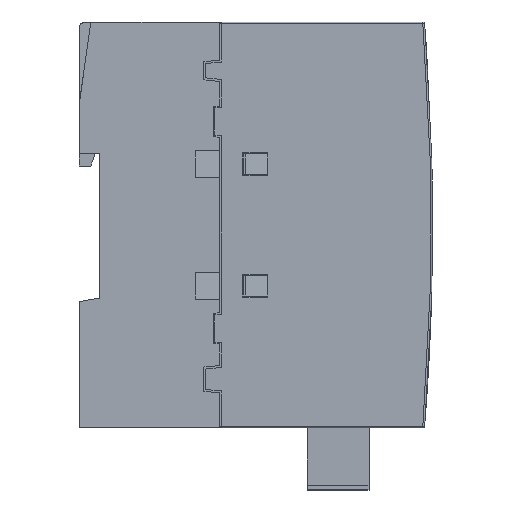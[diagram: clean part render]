
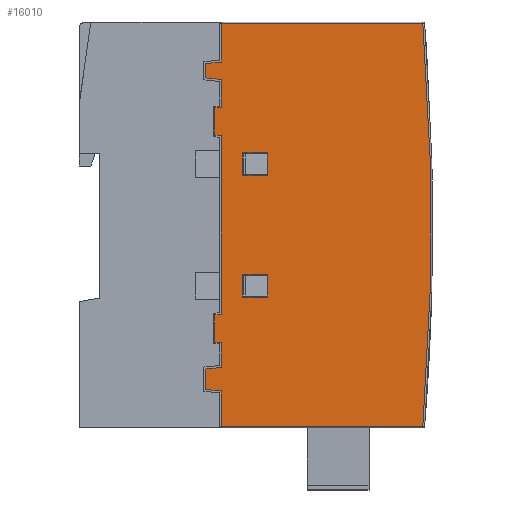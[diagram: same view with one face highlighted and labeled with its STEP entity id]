
A CAD part, left-side view. The second image highlights one B-rep face of the part: STEP entity #16010.
In plain terms, the highlighted planar face has unit normal (-1, 0, 0).
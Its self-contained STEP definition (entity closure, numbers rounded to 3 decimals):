
#16010=ADVANCED_FACE('NONE',(#19523,#19524,#19525),#17808,.F.);
#17808=PLANE('',#52654);
#19170=CIRCLE('',#52653,614.6);
#19523=FACE_BOUND('',#20102,.T.);
#19524=FACE_BOUND('',#20103,.T.);
#19525=FACE_BOUND('',#20104,.T.);
#20102=EDGE_LOOP('',(#23809,#23810,#23811,#23812,#23813,#23814,#23815,#23816,
#23817,#23818,#23819,#23820,#23821,#23822,#23823,#23824,#23825,#23826,#23827,
#23828));
#20103=EDGE_LOOP('',(#23829,#23830,#23831,#23832));
#20104=EDGE_LOOP('',(#23833,#23834,#23835,#23836));
#23809=ORIENTED_EDGE('',*,*,#39066,.T.);
#23810=ORIENTED_EDGE('',*,*,#39067,.T.);
#23811=ORIENTED_EDGE('',*,*,#39068,.T.);
#23812=ORIENTED_EDGE('',*,*,#39069,.T.);
#23813=ORIENTED_EDGE('',*,*,#39070,.T.);
#23814=ORIENTED_EDGE('',*,*,#39071,.T.);
#23815=ORIENTED_EDGE('',*,*,#39072,.T.);
#23816=ORIENTED_EDGE('',*,*,#39073,.T.);
#23817=ORIENTED_EDGE('',*,*,#39074,.T.);
#23818=ORIENTED_EDGE('',*,*,#39075,.T.);
#23819=ORIENTED_EDGE('',*,*,#39076,.T.);
#23820=ORIENTED_EDGE('',*,*,#39077,.T.);
#23821=ORIENTED_EDGE('',*,*,#39078,.T.);
#23822=ORIENTED_EDGE('',*,*,#39079,.T.);
#23823=ORIENTED_EDGE('',*,*,#39080,.T.);
#23824=ORIENTED_EDGE('',*,*,#39081,.T.);
#23825=ORIENTED_EDGE('',*,*,#39082,.T.);
#23826=ORIENTED_EDGE('',*,*,#39083,.T.);
#23827=ORIENTED_EDGE('',*,*,#39084,.T.);
#23828=ORIENTED_EDGE('',*,*,#39085,.T.);
#23829=ORIENTED_EDGE('',*,*,#39086,.T.);
#23830=ORIENTED_EDGE('',*,*,#38542,.T.);
#23831=ORIENTED_EDGE('',*,*,#39087,.T.);
#23832=ORIENTED_EDGE('',*,*,#39088,.T.);
#23833=ORIENTED_EDGE('',*,*,#39089,.T.);
#23834=ORIENTED_EDGE('',*,*,#38558,.T.);
#23835=ORIENTED_EDGE('',*,*,#39090,.T.);
#23836=ORIENTED_EDGE('',*,*,#39091,.T.);
#33556=VERTEX_POINT('',#65118);
#33557=VERTEX_POINT('',#65120);
#33570=VERTEX_POINT('',#65150);
#33571=VERTEX_POINT('',#65152);
#33955=VERTEX_POINT('',#66093);
#33956=VERTEX_POINT('',#66094);
#33957=VERTEX_POINT('',#66096);
#33958=VERTEX_POINT('',#66098);
#33959=VERTEX_POINT('',#66100);
#33960=VERTEX_POINT('',#66102);
#33961=VERTEX_POINT('',#66104);
#33962=VERTEX_POINT('',#66106);
#33963=VERTEX_POINT('',#66108);
#33964=VERTEX_POINT('',#66110);
#33965=VERTEX_POINT('',#66112);
#33966=VERTEX_POINT('',#66114);
#33967=VERTEX_POINT('',#66116);
#33968=VERTEX_POINT('',#66118);
#33969=VERTEX_POINT('',#66120);
#33970=VERTEX_POINT('',#66122);
#33971=VERTEX_POINT('',#66124);
#33972=VERTEX_POINT('',#66126);
#33973=VERTEX_POINT('',#66128);
#33974=VERTEX_POINT('',#66130);
#33975=VERTEX_POINT('',#66133);
#33976=VERTEX_POINT('',#66135);
#33977=VERTEX_POINT('',#66138);
#33978=VERTEX_POINT('',#66140);
#38542=EDGE_CURVE('NONE',#33557,#33556,#44860,.T.);
#38558=EDGE_CURVE('NONE',#33571,#33570,#44876,.T.);
#39066=EDGE_CURVE('NONE',#33955,#33956,#45360,.T.);
#39067=EDGE_CURVE('NONE',#33956,#33957,#45361,.T.);
#39068=EDGE_CURVE('NONE',#33957,#33958,#19170,.T.);
#39069=EDGE_CURVE('NONE',#33958,#33959,#45362,.T.);
#39070=EDGE_CURVE('NONE',#33959,#33960,#45363,.T.);
#39071=EDGE_CURVE('NONE',#33960,#33961,#45364,.T.);
#39072=EDGE_CURVE('NONE',#33961,#33962,#45365,.T.);
#39073=EDGE_CURVE('NONE',#33962,#33963,#45366,.T.);
#39074=EDGE_CURVE('NONE',#33963,#33964,#45367,.T.);
#39075=EDGE_CURVE('NONE',#33964,#33965,#45368,.T.);
#39076=EDGE_CURVE('NONE',#33965,#33966,#45369,.T.);
#39077=EDGE_CURVE('NONE',#33966,#33967,#45370,.T.);
#39078=EDGE_CURVE('NONE',#33967,#33968,#45371,.T.);
#39079=EDGE_CURVE('NONE',#33968,#33969,#45372,.T.);
#39080=EDGE_CURVE('NONE',#33969,#33970,#45373,.T.);
#39081=EDGE_CURVE('NONE',#33970,#33971,#45374,.T.);
#39082=EDGE_CURVE('NONE',#33971,#33972,#45375,.T.);
#39083=EDGE_CURVE('NONE',#33972,#33973,#45376,.T.);
#39084=EDGE_CURVE('NONE',#33973,#33974,#45377,.T.);
#39085=EDGE_CURVE('NONE',#33974,#33955,#45378,.T.);
#39086=EDGE_CURVE('NONE',#33975,#33557,#45379,.T.);
#39087=EDGE_CURVE('NONE',#33556,#33976,#45380,.T.);
#39088=EDGE_CURVE('NONE',#33976,#33975,#45381,.T.);
#39089=EDGE_CURVE('NONE',#33977,#33571,#45382,.T.);
#39090=EDGE_CURVE('NONE',#33570,#33978,#45383,.T.);
#39091=EDGE_CURVE('NONE',#33978,#33977,#45384,.T.);
#44860=LINE('',#65119,#49169);
#44876=LINE('',#65151,#49185);
#45360=LINE('',#66092,#49669);
#45361=LINE('',#66095,#49670);
#45362=LINE('',#66099,#49671);
#45363=LINE('',#66101,#49672);
#45364=LINE('',#66103,#49673);
#45365=LINE('',#66105,#49674);
#45366=LINE('',#66107,#49675);
#45367=LINE('',#66109,#49676);
#45368=LINE('',#66111,#49677);
#45369=LINE('',#66113,#49678);
#45370=LINE('',#66115,#49679);
#45371=LINE('',#66117,#49680);
#45372=LINE('',#66119,#49681);
#45373=LINE('',#66121,#49682);
#45374=LINE('',#66123,#49683);
#45375=LINE('',#66125,#49684);
#45376=LINE('',#66127,#49685);
#45377=LINE('',#66129,#49686);
#45378=LINE('',#66131,#49687);
#45379=LINE('',#66132,#49688);
#45380=LINE('',#66134,#49689);
#45381=LINE('',#66136,#49690);
#45382=LINE('',#66137,#49691);
#45383=LINE('',#66139,#49692);
#45384=LINE('',#66141,#49693);
#49169=VECTOR('',#55997,1.);
#49185=VECTOR('',#56017,1.);
#49669=VECTOR('',#56615,1.);
#49670=VECTOR('',#56616,1.);
#49671=VECTOR('',#56619,1.);
#49672=VECTOR('',#56620,1.);
#49673=VECTOR('',#56621,1.);
#49674=VECTOR('',#56622,1.);
#49675=VECTOR('',#56623,1.);
#49676=VECTOR('',#56624,1.);
#49677=VECTOR('',#56625,1.);
#49678=VECTOR('',#56626,1.);
#49679=VECTOR('',#56627,1.);
#49680=VECTOR('',#56628,1.);
#49681=VECTOR('',#56629,1.);
#49682=VECTOR('',#56630,1.);
#49683=VECTOR('',#56631,1.);
#49684=VECTOR('',#56632,1.);
#49685=VECTOR('',#56633,1.);
#49686=VECTOR('',#56634,1.);
#49687=VECTOR('',#56635,1.);
#49688=VECTOR('',#56636,1.);
#49689=VECTOR('',#56637,1.);
#49690=VECTOR('',#56638,1.);
#49691=VECTOR('',#56639,1.);
#49692=VECTOR('',#56640,1.);
#49693=VECTOR('',#56641,1.);
#52653=AXIS2_PLACEMENT_3D('',#66097,#56617,#56618);
#52654=AXIS2_PLACEMENT_3D('',#66142,#56642,#56643);
#55997=DIRECTION('',(0.,-1.,0.));
#56017=DIRECTION('',(0.,-1.,0.));
#56615=DIRECTION('',(0.,-1.,0.));
#56616=DIRECTION('',(0.,0.,1.));
#56617=DIRECTION('',(-1.,0.,0.));
#56618=DIRECTION('',(0.,0.,-1.));
#56619=DIRECTION('',(0.,0.,-1.));
#56620=DIRECTION('',(0.,-1.,0.));
#56621=DIRECTION('',(0.,-0.101,-0.995));
#56622=DIRECTION('',(0.,-1.,0.));
#56623=DIRECTION('',(0.,-0.101,0.995));
#56624=DIRECTION('',(0.,-1.,0.));
#56625=DIRECTION('',(0.,-0.017,-1.));
#56626=DIRECTION('',(0.,-1.,0.));
#56627=DIRECTION('',(0.,-0.087,0.996));
#56628=DIRECTION('',(0.,-1.,0.));
#56629=DIRECTION('',(0.,-0.087,-0.996));
#56630=DIRECTION('',(0.,-1.,0.));
#56631=DIRECTION('',(0.,-0.017,1.));
#56632=DIRECTION('',(0.,-1.,0.));
#56633=DIRECTION('',(0.,-0.101,-0.995));
#56634=DIRECTION('',(0.,-1.,0.));
#56635=DIRECTION('',(0.,-0.101,0.995));
#56636=DIRECTION('',(0.,0.,1.));
#56637=DIRECTION('',(0.,0.,-1.));
#56638=DIRECTION('',(0.,1.,0.));
#56639=DIRECTION('',(0.,0.,1.));
#56640=DIRECTION('',(0.,0.,-1.));
#56641=DIRECTION('',(0.,1.,0.));
#56642=DIRECTION('',(1.,0.,0.));
#56643=DIRECTION('',(0.,1.,0.));
#65118=CARTESIAN_POINT('',(-22.5,-17.75,11.3));
#65119=CARTESIAN_POINT('',(-22.5,-49.6,11.3));
#65120=CARTESIAN_POINT('',(-22.5,-12.25,11.3));
#65150=CARTESIAN_POINT('',(-22.5,12.25,11.3));
#65151=CARTESIAN_POINT('',(-22.5,-49.6,11.3));
#65152=CARTESIAN_POINT('',(-22.5,17.75,11.3));
#66092=CARTESIAN_POINT('',(-22.5,-49.6,0.));
#66093=CARTESIAN_POINT('',(-22.5,-40.903,0.));
#66094=CARTESIAN_POINT('',(-22.5,-49.6,0.));
#66095=CARTESIAN_POINT('',(-22.5,-49.6,50.));
#66096=CARTESIAN_POINT('',(-22.5,-49.6,49.631));
#66097=CARTESIAN_POINT('',(-22.5,0.,-562.964));
#66098=CARTESIAN_POINT('',(-22.5,49.6,49.631));
#66099=CARTESIAN_POINT('',(-22.5,49.6,0.));
#66100=CARTESIAN_POINT('',(-22.5,49.6,0.));
#66101=CARTESIAN_POINT('',(-22.5,-49.6,0.));
#66102=CARTESIAN_POINT('',(-22.5,40.153,0.));
#66103=CARTESIAN_POINT('',(-22.5,35.786,-43.226));
#66104=CARTESIAN_POINT('',(-22.5,39.759,-3.9));
#66105=CARTESIAN_POINT('',(-22.5,-49.6,-3.9));
#66106=CARTESIAN_POINT('',(-22.5,36.241,-3.9));
#66107=CARTESIAN_POINT('',(-22.5,38.444,-25.705));
#66108=CARTESIAN_POINT('',(-22.5,35.847,0.));
#66109=CARTESIAN_POINT('',(-22.5,-49.6,0.));
#66110=CARTESIAN_POINT('',(-22.5,29.,0.));
#66111=CARTESIAN_POINT('',(-22.5,28.372,-35.961));
#66112=CARTESIAN_POINT('',(-22.5,28.972,-1.6));
#66113=CARTESIAN_POINT('',(-22.5,-49.6,-1.6));
#66114=CARTESIAN_POINT('',(-22.5,22.14,-1.6));
#66115=CARTESIAN_POINT('',(-22.5,24.46,-28.121));
#66116=CARTESIAN_POINT('',(-22.5,22.,0.));
#66117=CARTESIAN_POINT('',(-22.5,-49.6,0.));
#66118=CARTESIAN_POINT('',(-22.5,-22.,0.));
#66119=CARTESIAN_POINT('',(-22.5,-25.214,-36.734));
#66120=CARTESIAN_POINT('',(-22.5,-22.14,-1.6));
#66121=CARTESIAN_POINT('',(-22.5,-49.6,-1.6));
#66122=CARTESIAN_POINT('',(-22.5,-28.972,-1.6));
#66123=CARTESIAN_POINT('',(-22.5,-28.403,-34.23));
#66124=CARTESIAN_POINT('',(-22.5,-29.,0.));
#66125=CARTESIAN_POINT('',(-22.5,-49.6,0.));
#66126=CARTESIAN_POINT('',(-22.5,-35.097,0.));
#66127=CARTESIAN_POINT('',(-22.5,-38.704,-35.701));
#66128=CARTESIAN_POINT('',(-22.5,-35.491,-3.9));
#66129=CARTESIAN_POINT('',(-22.5,-49.6,-3.9));
#66130=CARTESIAN_POINT('',(-22.5,-40.509,-3.9));
#66131=CARTESIAN_POINT('',(-22.5,-37.53,-33.381));
#66132=CARTESIAN_POINT('',(-22.5,-12.25,-34.6));
#66133=CARTESIAN_POINT('',(-22.5,-12.25,5.3));
#66134=CARTESIAN_POINT('',(-22.5,-17.75,-34.6));
#66135=CARTESIAN_POINT('',(-22.5,-17.75,5.3));
#66136=CARTESIAN_POINT('',(-22.5,-49.6,5.3));
#66137=CARTESIAN_POINT('',(-22.5,17.75,-34.6));
#66138=CARTESIAN_POINT('',(-22.5,17.75,5.3));
#66139=CARTESIAN_POINT('',(-22.5,12.25,-34.6));
#66140=CARTESIAN_POINT('',(-22.5,12.25,5.3));
#66141=CARTESIAN_POINT('',(-22.5,-49.6,5.3));
#66142=CARTESIAN_POINT('',(-22.5,-49.6,-34.6));
